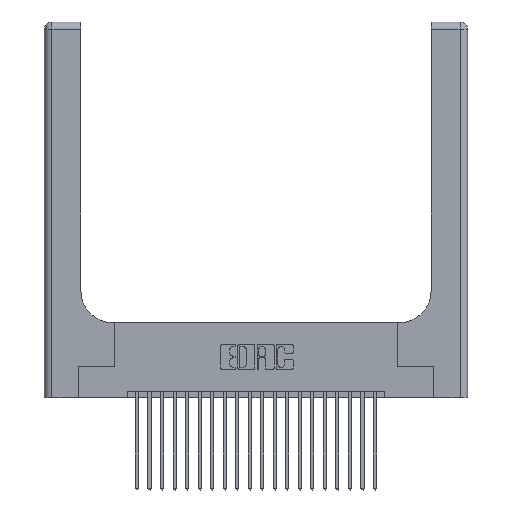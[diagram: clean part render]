
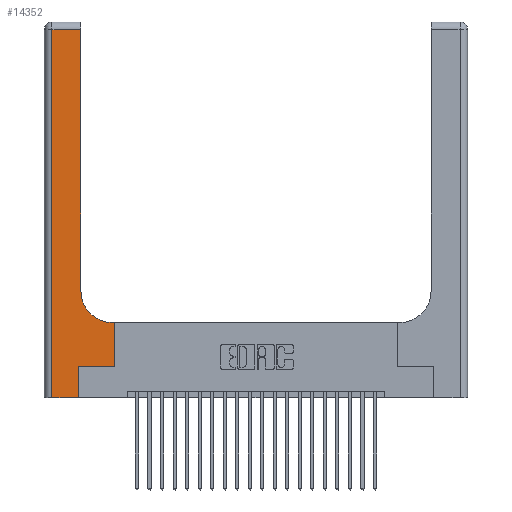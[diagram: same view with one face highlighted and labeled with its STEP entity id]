
A CAD part, top view. The second image highlights one B-rep face of the part: STEP entity #14352.
In plain terms, the highlighted planar face has unit normal (0, 0, 1).
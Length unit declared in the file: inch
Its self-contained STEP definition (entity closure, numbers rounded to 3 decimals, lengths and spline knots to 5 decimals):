
#463 = ORIENTED_EDGE ( 'NONE', *, *, #13523, .T. ) ;
#854 = EDGE_CURVE ( 'NONE', #1408, #12611, #17139, .T. ) ;
#1408 = VERTEX_POINT ( 'NONE', #23852 ) ;
#1723 = EDGE_CURVE ( 'NONE', #2853, #18869, #19935, .T. ) ;
#1988 = EDGE_CURVE ( 'NONE', #6762, #23636, #10407, .T. ) ;
#2058 = VERTEX_POINT ( 'NONE', #12731 ) ;
#2127 = DIRECTION ( 'NONE',  ( -1., 0., 0. ) ) ;
#2186 = AXIS2_PLACEMENT_3D ( 'NONE', #16831, #5796, #18704 ) ;
#2481 = VERTEX_POINT ( 'NONE', #12066 ) ;
#2853 = VERTEX_POINT ( 'NONE', #5759 ) ;
#3012 = VECTOR ( 'NONE', #5892, 39.37008 ) ;
#3149 = EDGE_LOOP ( 'NONE', ( #22049, #7973, #13479, #23196, #9725, #463, #10872, #20667, #7099 ) ) ;
#3224 = CARTESIAN_POINT ( 'NONE',  ( 0.5585, 0.6, 0.37 ) ) ;
#3886 = CARTESIAN_POINT ( 'NONE',  ( 0.269, 0.25, 0.37 ) ) ;
#4054 = EDGE_CURVE ( 'NONE', #18869, #2058, #20153, .T. ) ;
#5440 = VECTOR ( 'NONE', #18115, 39.37008 ) ;
#5759 = CARTESIAN_POINT ( 'NONE',  ( 0.06, 0., 0.37 ) ) ;
#5796 = DIRECTION ( 'NONE',  ( 0., 0., -1. ) ) ;
#5892 = DIRECTION ( 'NONE',  ( 0., 1., 0. ) ) ;
#6046 = CARTESIAN_POINT ( 'NONE',  ( 0.2915, 3., 0.37 ) ) ;
#6433 = DIRECTION ( 'NONE',  ( 1., 0., 0. ) ) ;
#6477 = DIRECTION ( 'NONE',  ( 0., 0., -1. ) ) ;
#6762 = VERTEX_POINT ( 'NONE', #3224 ) ;
#6954 = EDGE_CURVE ( 'NONE', #23636, #1408, #13949, .T. ) ;
#7056 = DIRECTION ( 'NONE',  ( -1., 0., 0. ) ) ;
#7099 = ORIENTED_EDGE ( 'NONE', *, *, #6954, .T. ) ;
#7157 = CARTESIAN_POINT ( 'NONE',  ( 0.5585, 0.25, 0.37 ) ) ;
#7973 = ORIENTED_EDGE ( 'NONE', *, *, #12781, .T. ) ;
#8903 = CARTESIAN_POINT ( 'NONE',  ( 0.269, 0., 0.37 ) ) ;
#9725 = ORIENTED_EDGE ( 'NONE', *, *, #4054, .T. ) ;
#10407 = LINE ( 'NONE', #10704, #19089 ) ;
#10704 = CARTESIAN_POINT ( 'NONE',  ( 0.2915, 0.6, 0.37 ) ) ;
#10872 = ORIENTED_EDGE ( 'NONE', *, *, #17148, .T. ) ;
#11297 = VECTOR ( 'NONE', #6433, 39.37008 ) ;
#11411 = VERTEX_POINT ( 'NONE', #7157 ) ;
#11739 = CARTESIAN_POINT ( 'NONE',  ( 0.06, 3., 0.37 ) ) ;
#12066 = CARTESIAN_POINT ( 'NONE',  ( 0.06, 2.94, 0.37 ) ) ;
#12467 = VECTOR ( 'NONE', #16764, 39.37008 ) ;
#12548 = CARTESIAN_POINT ( 'NONE',  ( 0.2915, 2.94, 0.37 ) ) ;
#12611 = VERTEX_POINT ( 'NONE', #12548 ) ;
#12731 = CARTESIAN_POINT ( 'NONE',  ( 0.269, 0.25, 0.37 ) ) ;
#12781 = EDGE_CURVE ( 'NONE', #12611, #2481, #23090, .T. ) ;
#13418 = LINE ( 'NONE', #13789, #17740 ) ;
#13479 = ORIENTED_EDGE ( 'NONE', *, *, #20000, .T. ) ;
#13523 = EDGE_CURVE ( 'NONE', #2058, #11411, #16778, .T. ) ;
#13594 = DIRECTION ( 'NONE',  ( 0., -1., 0. ) ) ;
#13789 = CARTESIAN_POINT ( 'NONE',  ( 0.5585, 0.25, 0.37 ) ) ;
#13816 = CARTESIAN_POINT ( 'NONE',  ( 0., 3., 0.37 ) ) ;
#13949 = CIRCLE ( 'NONE', #2186, 0.25 ) ;
#14352 = ADVANCED_FACE ( 'NONE', ( #15045 ), #17534, .F. ) ;
#15045 = FACE_OUTER_BOUND ( 'NONE', #3149, .T. ) ;
#15551 = AXIS2_PLACEMENT_3D ( 'NONE', #13816, #6477, #19396 ) ;
#15596 = LINE ( 'NONE', #11739, #19927 ) ;
#16764 = DIRECTION ( 'NONE',  ( 1., 0., 0. ) ) ;
#16778 = LINE ( 'NONE', #3886, #12467 ) ;
#16831 = CARTESIAN_POINT ( 'NONE',  ( 0.5415, 0.85, 0.37 ) ) ;
#16876 = CARTESIAN_POINT ( 'NONE',  ( 0., 2.94, 0.37 ) ) ;
#17139 = LINE ( 'NONE', #6046, #3012 ) ;
#17148 = EDGE_CURVE ( 'NONE', #11411, #6762, #13418, .T. ) ;
#17493 = CARTESIAN_POINT ( 'NONE',  ( 0., 0., 0.37 ) ) ;
#17534 = PLANE ( 'NONE',  #15551 ) ;
#17740 = VECTOR ( 'NONE', #22909, 39.37008 ) ;
#18115 = DIRECTION ( 'NONE',  ( 0., 1., 0. ) ) ;
#18265 = VECTOR ( 'NONE', #2127, 39.37008 ) ;
#18704 = DIRECTION ( 'NONE',  ( 1., 0., 0. ) ) ;
#18869 = VERTEX_POINT ( 'NONE', #21390 ) ;
#18876 = CARTESIAN_POINT ( 'NONE',  ( 0.5415, 0.6, 0.37 ) ) ;
#19089 = VECTOR ( 'NONE', #7056, 39.37008 ) ;
#19396 = DIRECTION ( 'NONE',  ( -1., 0., 0. ) ) ;
#19927 = VECTOR ( 'NONE', #13594, 39.37008 ) ;
#19935 = LINE ( 'NONE', #17493, #11297 ) ;
#20000 = EDGE_CURVE ( 'NONE', #2481, #2853, #15596, .T. ) ;
#20153 = LINE ( 'NONE', #8903, #5440 ) ;
#20667 = ORIENTED_EDGE ( 'NONE', *, *, #1988, .T. ) ;
#21390 = CARTESIAN_POINT ( 'NONE',  ( 0.269, 0., 0.37 ) ) ;
#22049 = ORIENTED_EDGE ( 'NONE', *, *, #854, .T. ) ;
#22909 = DIRECTION ( 'NONE',  ( 0., 1., 0. ) ) ;
#23090 = LINE ( 'NONE', #16876, #18265 ) ;
#23196 = ORIENTED_EDGE ( 'NONE', *, *, #1723, .T. ) ;
#23636 = VERTEX_POINT ( 'NONE', #18876 ) ;
#23852 = CARTESIAN_POINT ( 'NONE',  ( 0.2915, 0.85, 0.37 ) ) ;
